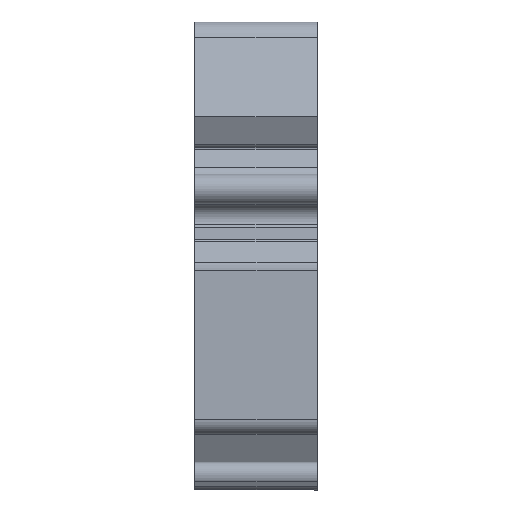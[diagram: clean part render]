
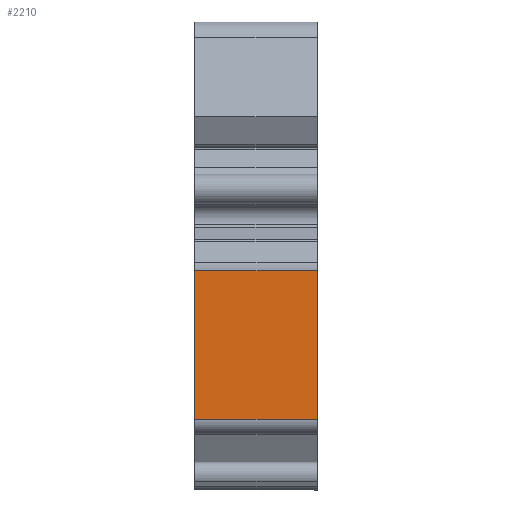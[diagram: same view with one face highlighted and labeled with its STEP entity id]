
A CAD part, left-side view. The second image highlights one B-rep face of the part: STEP entity #2210.
In plain terms, the highlighted face is planar.
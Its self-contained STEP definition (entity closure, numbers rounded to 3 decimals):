
#55 = LINE ( 'NONE', #1767, #1437 ) ;
#540 = DIRECTION ( 'NONE',  ( 0., 0., -1. ) ) ;
#611 = VECTOR ( 'NONE', #2447, 1000. ) ;
#740 = VERTEX_POINT ( 'NONE', #2888 ) ;
#930 = VECTOR ( 'NONE', #3718, 1000. ) ;
#1055 = EDGE_CURVE ( 'NONE', #3375, #740, #1286, .T. ) ;
#1187 = DIRECTION ( 'NONE',  ( 1., 0., 0. ) ) ;
#1204 = VERTEX_POINT ( 'NONE', #1228 ) ;
#1228 = CARTESIAN_POINT ( 'NONE',  ( 8., 2.2, -1.8 ) ) ;
#1286 = LINE ( 'NONE', #3037, #611 ) ;
#1372 = CARTESIAN_POINT ( 'NONE',  ( 0., 2.2, -1.8 ) ) ;
#1377 = PLANE ( 'NONE',  #2895 ) ;
#1437 = VECTOR ( 'NONE', #1187, 1000. ) ;
#1588 = CARTESIAN_POINT ( 'NONE',  ( 0., 2.2, -1.8 ) ) ;
#1767 = CARTESIAN_POINT ( 'NONE',  ( 0., 2.2, 7.935 ) ) ;
#1800 = VECTOR ( 'NONE', #2497, 1000. ) ;
#1820 = CARTESIAN_POINT ( 'NONE',  ( 8., 2.2, 7.935 ) ) ;
#1910 = ORIENTED_EDGE ( 'NONE', *, *, #1055, .T. ) ;
#1938 = EDGE_CURVE ( 'NONE', #740, #2943, #55, .T. ) ;
#2042 = EDGE_CURVE ( 'NONE', #3375, #1204, #3298, .T. ) ;
#2210 = ADVANCED_FACE ( 'NONE', ( #2266 ), #1377, .T. ) ;
#2266 = FACE_OUTER_BOUND ( 'NONE', #2559, .T. ) ;
#2447 = DIRECTION ( 'NONE',  ( 0., 0., 1. ) ) ;
#2497 = DIRECTION ( 'NONE',  ( 1., 0., 0. ) ) ;
#2533 = DIRECTION ( 'NONE',  ( 0., 1., 0. ) ) ;
#2552 = CARTESIAN_POINT ( 'NONE',  ( 8., 2.2, -1.8 ) ) ;
#2559 = EDGE_LOOP ( 'NONE', ( #2696, #2691, #1910, #3156 ) ) ;
#2691 = ORIENTED_EDGE ( 'NONE', *, *, #2042, .F. ) ;
#2696 = ORIENTED_EDGE ( 'NONE', *, *, #3167, .F. ) ;
#2839 = LINE ( 'NONE', #2552, #930 ) ;
#2888 = CARTESIAN_POINT ( 'NONE',  ( 0., 2.2, 7.935 ) ) ;
#2895 = AXIS2_PLACEMENT_3D ( 'NONE', #3108, #2533, #540 ) ;
#2943 = VERTEX_POINT ( 'NONE', #1820 ) ;
#3037 = CARTESIAN_POINT ( 'NONE',  ( 0., 2.2, -1.8 ) ) ;
#3108 = CARTESIAN_POINT ( 'NONE',  ( 0., 2.2, -1.8 ) ) ;
#3156 = ORIENTED_EDGE ( 'NONE', *, *, #1938, .T. ) ;
#3167 = EDGE_CURVE ( 'NONE', #1204, #2943, #2839, .T. ) ;
#3298 = LINE ( 'NONE', #1588, #1800 ) ;
#3375 = VERTEX_POINT ( 'NONE', #1372 ) ;
#3718 = DIRECTION ( 'NONE',  ( 0., 0., 1. ) ) ;
